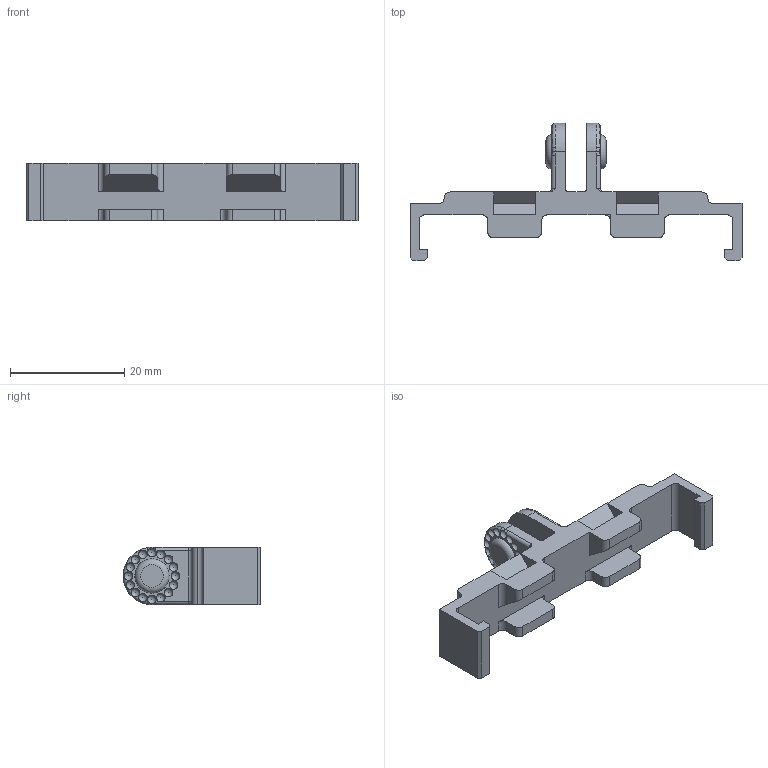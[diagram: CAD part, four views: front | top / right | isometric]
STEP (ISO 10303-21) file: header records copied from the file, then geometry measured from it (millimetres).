
FILE_DESCRIPTION(/* description */ (''),/* implementation_level */ '2;1');
FILE_NAME(/* name */ 'Base (Pivot).step',/* time_stamp */ '2020-10-11T17:22:43+03:00',/* author */ (''),/* organization */ (''),/* preprocessor_version */ 'ST-DEVELOPER v18.1',/* originating_system */ 'Autodesk Translation Framework v9.3.0.1241',/* authorisation */ '');
FILE_SCHEMA (('AUTOMOTIVE_DESIGN { 1 0 10303 214 3 1 1 }'));
Length unit declared in the file: millimetre
Products named in the file (1): Back (Pivot)
Bounding box: 58 x 24 x 10 mm (x, y, z)
Volume: 3233.5 mm3; surface area: 3052.4 mm2
Topology: 1 solids, 1 shells, 139 faces, 447 edges, 290 vertices
Faces by surface type: plane 60, cylinder 35, sphere 32, torus 12
Entity records: 5241 total; most frequent: CARTESIAN_POINT 1291, DIRECTION 851, ORIENTED_EDGE 830, EDGE_CURVE 415, AXIS2_PLACEMENT_3D 326, VERTEX_POINT 290, LINE 199, VECTOR 199
